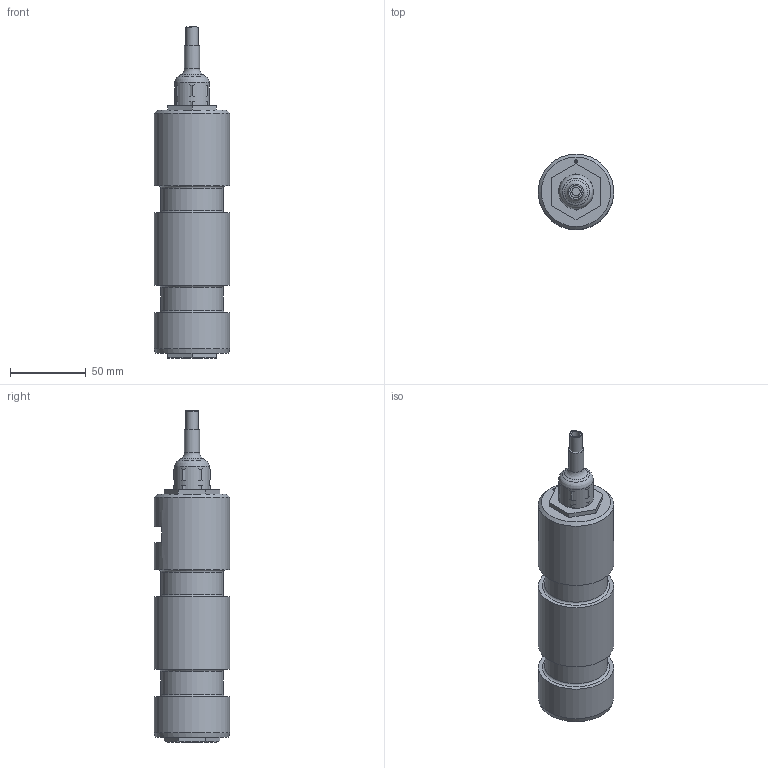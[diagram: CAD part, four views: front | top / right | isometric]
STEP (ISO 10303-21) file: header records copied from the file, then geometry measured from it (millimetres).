
FILE_DESCRIPTION (( 'STEP AP203' ), '1' );
FILE_NAME ('122-216-111-011.STEP', '2014-09-19T13:39:55', ( 'ajoy' ), ( 'Microsoft' ), 'SwSTEP 2.0', 'SolidWorks 2014', '' );
FILE_SCHEMA (( 'CONFIG_CONTROL_DESIGN' ));
Length unit declared in the file: millimetre
Products named in the file (1): 122-216-111-011
Bounding box: 50 x 50 x 219.71 mm (x, y, z)
Surface area: 36404.6 mm2 (no closed solid volume)
Topology: 0 solids, 7 shells, 78 faces, 175 edges, 108 vertices
Faces by surface type: plane 36, cone 24, cylinder 11, torus 6, bspline 1
Full cylindrical faces by diameter (mm): 2.1 x2, 5.5 x1, 8 x1, 10 x1, 23 x1, 41.5 x2, 50 x3
Entity records: 2383 total; most frequent: CARTESIAN_POINT 766, DIRECTION 310, ORIENTED_EDGE 256, EDGE_CURVE 150, AXIS2_PLACEMENT_3D 132, EDGE_LOOP 112, VERTEX_POINT 106, FACE_OUTER_BOUND 95
